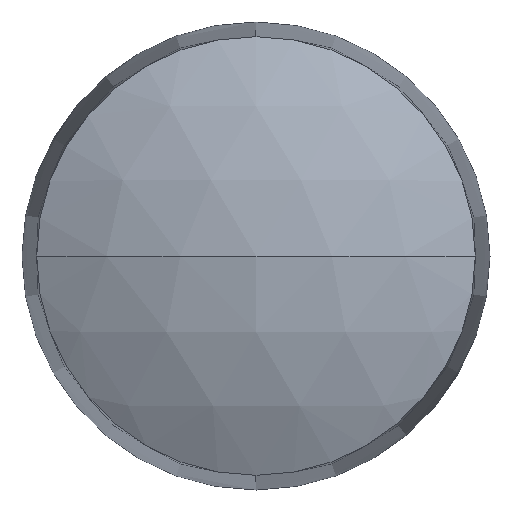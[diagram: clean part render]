
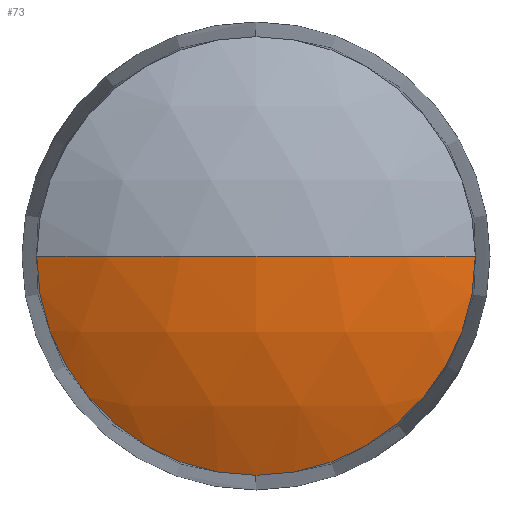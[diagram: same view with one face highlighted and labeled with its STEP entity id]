
A CAD part, left-side view. The second image highlights one B-rep face of the part: STEP entity #73.
In plain terms, the highlighted spherical face has radius 5.275 mm.
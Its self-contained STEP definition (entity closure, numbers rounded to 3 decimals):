
#2 = DIRECTION ( 'NONE',  ( 1., 0., 0. ) ) ;
#8 = AXIS2_PLACEMENT_3D ( 'NONE', #213, #50, #2 ) ;
#12 = EDGE_CURVE ( 'NONE', #40, #43, #221, .T. ) ;
#23 = EDGE_CURVE ( 'NONE', #244, #43, #140, .T. ) ;
#30 = FACE_OUTER_BOUND ( 'NONE', #52, .T. ) ;
#33 = VERTEX_POINT ( 'NONE', #48 ) ;
#35 = AXIS2_PLACEMENT_3D ( 'NONE', #67, #133, #178 ) ;
#40 = VERTEX_POINT ( 'NONE', #176 ) ;
#43 = VERTEX_POINT ( 'NONE', #233 ) ;
#48 = CARTESIAN_POINT ( 'NONE',  ( 0.63, 0., -2.5 ) ) ;
#50 = DIRECTION ( 'NONE',  ( 0., 0., 1. ) ) ;
#52 = EDGE_LOOP ( 'NONE', ( #217, #74, #143, #155 ) ) ;
#67 = CARTESIAN_POINT ( 'NONE',  ( 5.275, 0., 0. ) ) ;
#70 = CIRCLE ( 'NONE', #211, 2.5 ) ;
#73 = ADVANCED_FACE ( 'NONE', ( #30 ), #191, .T. ) ;
#74 = ORIENTED_EDGE ( 'NONE', *, *, #267, .T. ) ;
#96 = CARTESIAN_POINT ( 'NONE',  ( 0.63, -2.5, 0. ) ) ;
#97 = DIRECTION ( 'NONE',  ( -1., 0., 0. ) ) ;
#102 = DIRECTION ( 'NONE',  ( 0., 0., 1. ) ) ;
#107 = AXIS2_PLACEMENT_3D ( 'NONE', #123, #97, #102 ) ;
#114 = CARTESIAN_POINT ( 'NONE',  ( 5.275, 0., 0. ) ) ;
#115 = CARTESIAN_POINT ( 'NONE',  ( 0.63, 0., 0. ) ) ;
#123 = CARTESIAN_POINT ( 'NONE',  ( 0.63, 0., 0. ) ) ;
#133 = DIRECTION ( 'NONE',  ( 0., 0., -1. ) ) ;
#140 = CIRCLE ( 'NONE', #231, 5.275 ) ;
#143 = ORIENTED_EDGE ( 'NONE', *, *, #23, .T. ) ;
#154 = DIRECTION ( 'NONE',  ( 0., 1., 0. ) ) ;
#155 = ORIENTED_EDGE ( 'NONE', *, *, #12, .F. ) ;
#160 = EDGE_CURVE ( 'NONE', #40, #33, #70, .T. ) ;
#175 = DIRECTION ( 'NONE',  ( 0., 0., -1. ) ) ;
#176 = CARTESIAN_POINT ( 'NONE',  ( 0.63, 2.5, 0. ) ) ;
#178 = DIRECTION ( 'NONE',  ( 0., 1., 0. ) ) ;
#191 = SPHERICAL_SURFACE ( 'NONE', #35, 5.275 ) ;
#198 = DIRECTION ( 'NONE',  ( -1., 0., 0. ) ) ;
#211 = AXIS2_PLACEMENT_3D ( 'NONE', #115, #198, #226 ) ;
#213 = CARTESIAN_POINT ( 'NONE',  ( 5.275, 0., 0. ) ) ;
#217 = ORIENTED_EDGE ( 'NONE', *, *, #160, .T. ) ;
#221 = CIRCLE ( 'NONE', #8, 5.275 ) ;
#226 = DIRECTION ( 'NONE',  ( 0., 0., 1. ) ) ;
#231 = AXIS2_PLACEMENT_3D ( 'NONE', #114, #175, #154 ) ;
#233 = CARTESIAN_POINT ( 'NONE',  ( 0., 0., 0. ) ) ;
#241 = CIRCLE ( 'NONE', #107, 2.5 ) ;
#244 = VERTEX_POINT ( 'NONE', #96 ) ;
#267 = EDGE_CURVE ( 'NONE', #33, #244, #241, .T. ) ;
